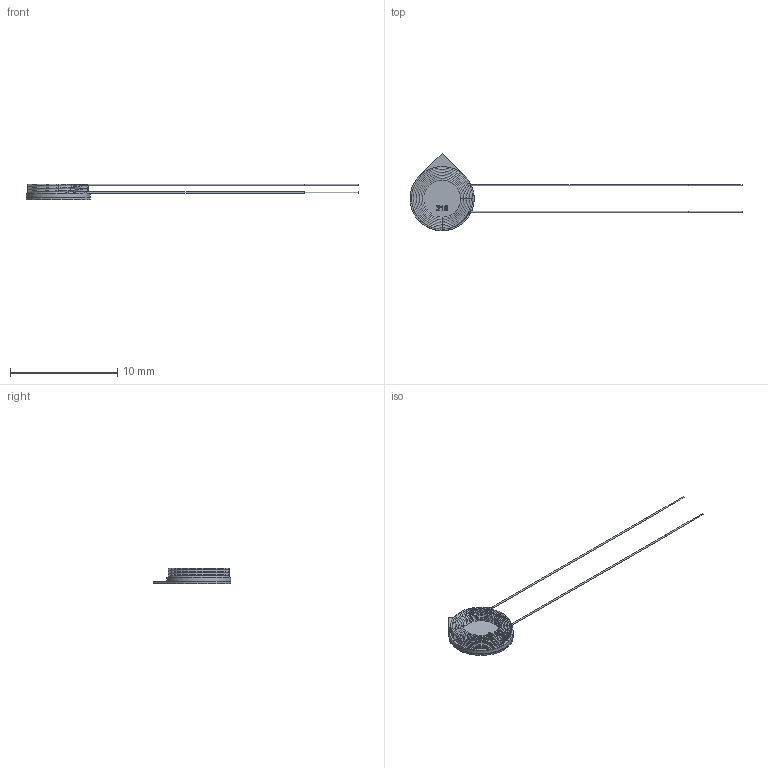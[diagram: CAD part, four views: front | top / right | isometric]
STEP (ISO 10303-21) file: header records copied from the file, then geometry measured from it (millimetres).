
FILE_DESCRIPTION( ( 'Unknown' ), '1' );
FILE_NAME( '760308101216.stp', 'Unknown', ( 'Unknown' ), ( 'Unknown' ), 'PSStep 17.0.49', 'Unknown', ' ' );
FILE_SCHEMA( ( 'AUTOMOTIVE_DESIGN { 1 0 10303 214 1 1 1 1 }' ) );
Length unit declared in the file: millimetre
Products named in the file (8): Assem1; E_adhesive; D_PET; C_ferrite sheet; B_adhesive tape; A_released paper; F_copper coil
Assembly tree (7 placements, depth 2):
  Assem1
    E_adhesive
    E_adhesive
    D_PET
    C_ferrite sheet
    B_adhesive tape
    A_released paper
    F_copper coil
Bounding box: 31 x 7.24 x 1.42 mm (x, y, z)
Volume: 26.6 mm3; surface area: 594.1 mm2
Topology: 7 solids, 7 shells, 141 faces, 318 edges, 182 vertices
Faces by surface type: torus 50, bspline 47, plane 28, cylinder 9, extrusion 7
Full cylindrical faces by diameter (mm): 0.12 x2, 0.13 x2, 6 x4
Entity records: 8438 total; most frequent: CARTESIAN_POINT 4636, DIRECTION 458, ORIENTED_EDGE 366, EDGE_LOOP 276, FACE_OUTER_BOUND 247, VERTEX_POINT 211, AXIS2_PLACEMENT_3D 209, EDGE_CURVE 183
